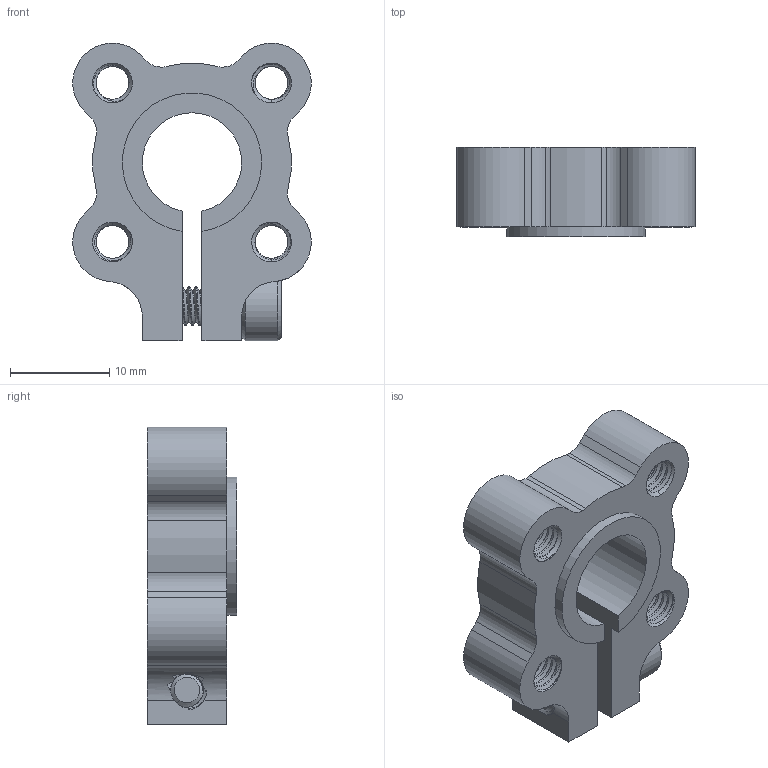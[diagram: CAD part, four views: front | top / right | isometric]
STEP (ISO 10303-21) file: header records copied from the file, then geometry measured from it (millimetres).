
FILE_DESCRIPTION (( 'STEP AP203' ), '1' );
FILE_NAME ('1301-0016-0010 assembly.STEP', '2018-06-28T14:18:35', ( '' ), ( '' ), 'SwSTEP 2.0', 'SolidWorks 2016', '' );
FILE_SCHEMA (( 'CONFIG_CONTROL_DESIGN' ));
Length unit declared in the file: inch
Products named in the file (3): 2800-0004-0010_90128A207; 1301-0016-0010; 1301-0016-0010 assembly
Assembly tree (2 placements, depth 2):
  1301-0016-0010 assembly
    1301-0016-0010
    2800-0004-0010_90128A207
Bounding box: 24 x 9 x 29.92 mm (x, y, z)
Volume: 3455.8 mm3; surface area: 3169.6 mm2
Topology: 2 solids, 2 shells, 384 faces, 1095 edges, 717 vertices
Faces by surface type: cylinder 301, cone 39, plane 28, bspline 16
Entity records: 31688 total; most frequent: CARTESIAN_POINT 23071, ORIENTED_EDGE 2190, DIRECTION 1350, EDGE_CURVE 1095, VERTEX_POINT 717, AXIS2_PLACEMENT_3D 491, EDGE_LOOP 398, ADVANCED_FACE 384
